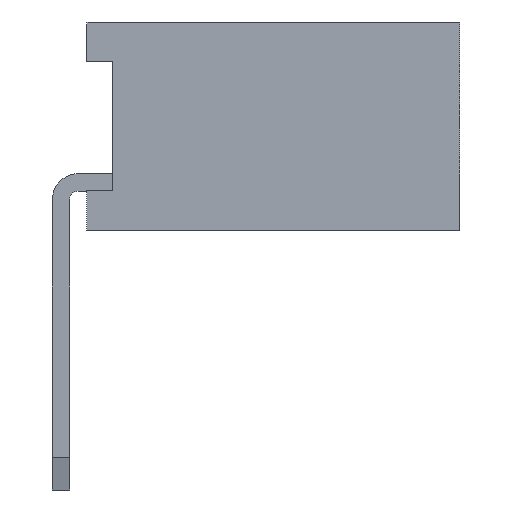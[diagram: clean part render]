
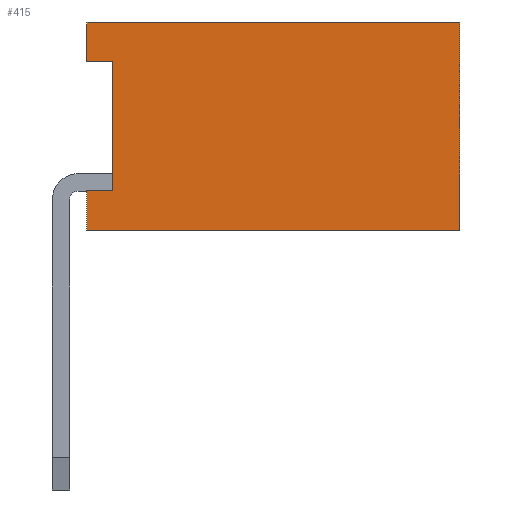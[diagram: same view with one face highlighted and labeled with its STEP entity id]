
A CAD part, left-side view. The second image highlights one B-rep face of the part: STEP entity #415.
In plain terms, the highlighted planar face has unit normal (-1, 0, 0).
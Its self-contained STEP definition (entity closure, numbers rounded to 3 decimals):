
#415=ADVANCED_FACE('',(#17454),#17456,.T.);
#17454=FACE_BOUND('',#17455,.T.);
#17455=EDGE_LOOP('',(#31043,#31044,#31045,#31046,#31047,#31048,#31049,#31050));
#17456=PLANE('',#17457);
#17457=AXIS2_PLACEMENT_3D('',#17458,#17459,#17460);
#17458=CARTESIAN_POINT('',(-1.,-4.6,0.));
#17459=DIRECTION('',(-1.,0.,0.));
#17460=DIRECTION('',(0.,0.,1.));
#31043=ORIENTED_EDGE('',*,*,#41217,.T.);
#31044=ORIENTED_EDGE('',*,*,#41345,.T.);
#31045=ORIENTED_EDGE('',*,*,#41094,.T.);
#31046=ORIENTED_EDGE('',*,*,#41344,.F.);
#31047=ORIENTED_EDGE('',*,*,#41346,.F.);
#31048=ORIENTED_EDGE('',*,*,#41347,.T.);
#31049=ORIENTED_EDGE('',*,*,#41348,.T.);
#31050=ORIENTED_EDGE('',*,*,#41339,.F.);
#41094=EDGE_CURVE('',#46253,#46250,#46254,.F.);
#41217=EDGE_CURVE('',#46499,#46497,#46500,.F.);
#41339=EDGE_CURVE('',#46499,#46736,#46737,.T.);
#41344=EDGE_CURVE('',#46743,#46250,#46745,.T.);
#41345=EDGE_CURVE('',#46497,#46253,#46746,.T.);
#41346=EDGE_CURVE('',#46747,#46743,#46748,.T.);
#41347=EDGE_CURVE('',#46747,#46749,#46750,.T.);
#41348=EDGE_CURVE('',#46749,#46736,#46751,.T.);
#46250=VERTEX_POINT('',#54729);
#46253=VERTEX_POINT('',#54734);
#46254=LINE('',#54735,#54736);
#46497=VERTEX_POINT('',#55222);
#46499=VERTEX_POINT('',#55226);
#46500=LINE('',#55227,#55228);
#46736=VERTEX_POINT('',#55707);
#46737=LINE('',#55708,#55709);
#46743=VERTEX_POINT('',#55722);
#46745=LINE('',#55726,#55727);
#46746=LINE('',#55729,#55730);
#46747=VERTEX_POINT('',#55732);
#46748=LINE('',#55733,#55734);
#46749=VERTEX_POINT('',#55736);
#46750=LINE('',#55737,#55738);
#46751=LINE('',#55740,#55741);
#54729=CARTESIAN_POINT('',(-1.,-0.3,0.45));
#54734=CARTESIAN_POINT('',(-1.,-0.6,0.45));
#54735=CARTESIAN_POINT('',(-1.,-0.3,0.45));
#54736=VECTOR('',#54737,1.);
#54737=DIRECTION('',(0.,-1.,0.));
#55222=CARTESIAN_POINT('',(-1.,-0.6,1.95));
#55226=CARTESIAN_POINT('',(-1.,-0.3,1.95));
#55227=CARTESIAN_POINT('',(-1.,-0.6,1.95));
#55228=VECTOR('',#55229,1.);
#55229=DIRECTION('',(0.,1.,0.));
#55707=CARTESIAN_POINT('',(-1.,-0.3,2.4));
#55708=CARTESIAN_POINT('',(-1.,-0.3,1.95));
#55709=VECTOR('',#55710,1.);
#55710=DIRECTION('',(0.,0.,1.));
#55722=CARTESIAN_POINT('',(-1.,-0.3,0.));
#55726=CARTESIAN_POINT('',(-1.,-0.3,0.));
#55727=VECTOR('',#55728,1.);
#55728=DIRECTION('',(0.,0.,1.));
#55729=CARTESIAN_POINT('',(-1.,-0.6,1.95));
#55730=VECTOR('',#55731,1.);
#55731=DIRECTION('',(0.,0.,-1.));
#55732=CARTESIAN_POINT('',(-1.,-4.6,0.));
#55733=CARTESIAN_POINT('',(-1.,-4.6,0.));
#55734=VECTOR('',#55735,1.);
#55735=DIRECTION('',(0.,1.,0.));
#55736=CARTESIAN_POINT('',(-1.,-4.6,2.4));
#55737=CARTESIAN_POINT('',(-1.,-4.6,0.));
#55738=VECTOR('',#55739,1.);
#55739=DIRECTION('',(0.,0.,1.));
#55740=CARTESIAN_POINT('',(-1.,-4.6,2.4));
#55741=VECTOR('',#55742,1.);
#55742=DIRECTION('',(0.,1.,0.));
